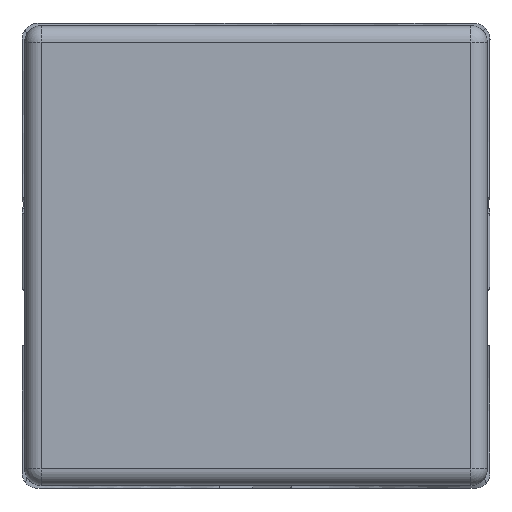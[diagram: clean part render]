
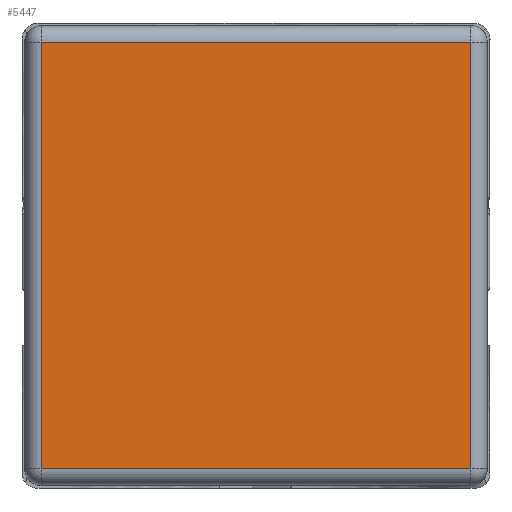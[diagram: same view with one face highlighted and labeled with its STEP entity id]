
A CAD part, top view. The second image highlights one B-rep face of the part: STEP entity #5447.
In plain terms, the highlighted planar face has unit normal (0, 0, 1).
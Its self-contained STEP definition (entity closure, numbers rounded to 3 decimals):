
#669=LINE('',#13066,#1093);
#670=LINE('',#13069,#1094);
#671=LINE('',#13071,#1095);
#672=LINE('',#13073,#1096);
#1093=VECTOR('',#6668,1000.);
#1094=VECTOR('',#6669,1000.);
#1095=VECTOR('',#6670,1000.);
#1096=VECTOR('',#6671,1000.);
#2514=ORIENTED_EDGE('',*,*,#3513,.T.);
#2515=ORIENTED_EDGE('',*,*,#3514,.T.);
#2516=ORIENTED_EDGE('',*,*,#3515,.T.);
#2517=ORIENTED_EDGE('',*,*,#3516,.T.);
#3513=EDGE_CURVE('',#4086,#4087,#669,.T.);
#3514=EDGE_CURVE('',#4087,#4088,#670,.T.);
#3515=EDGE_CURVE('',#4088,#4089,#671,.T.);
#3516=EDGE_CURVE('',#4089,#4086,#672,.T.);
#4086=VERTEX_POINT('',#13067);
#4087=VERTEX_POINT('',#13068);
#4088=VERTEX_POINT('',#13070);
#4089=VERTEX_POINT('',#13072);
#4694=EDGE_LOOP('',(#2514,#2515,#2516,#2517));
#5019=FACE_BOUND('',#4694,.T.);
#5203=PLANE('',#5738);
#5447=ADVANCED_FACE('',(#5019),#5203,.T.);
#5738=AXIS2_PLACEMENT_3D('',#13065,#6666,#6667);
#6666=DIRECTION('',(0.,0.,1.));
#6667=DIRECTION('',(1.,0.,0.));
#6668=DIRECTION('',(0.,-1.,0.));
#6669=DIRECTION('',(1.,0.,0.));
#6670=DIRECTION('',(0.,1.,0.));
#6671=DIRECTION('',(-1.,0.,0.));
#13065=CARTESIAN_POINT('',(-200.,91.5,139.));
#13066=CARTESIAN_POINT('',(-278.,91.5,139.));
#13067=CARTESIAN_POINT('',(-278.,91.5,139.));
#13068=CARTESIAN_POINT('',(-278.,14.,139.));
#13069=CARTESIAN_POINT('',(-200.,14.,139.));
#13070=CARTESIAN_POINT('',(-200.,14.,139.));
#13071=CARTESIAN_POINT('',(-200.,91.5,139.));
#13072=CARTESIAN_POINT('',(-200.,91.5,139.));
#13073=CARTESIAN_POINT('',(-200.,91.5,139.));
